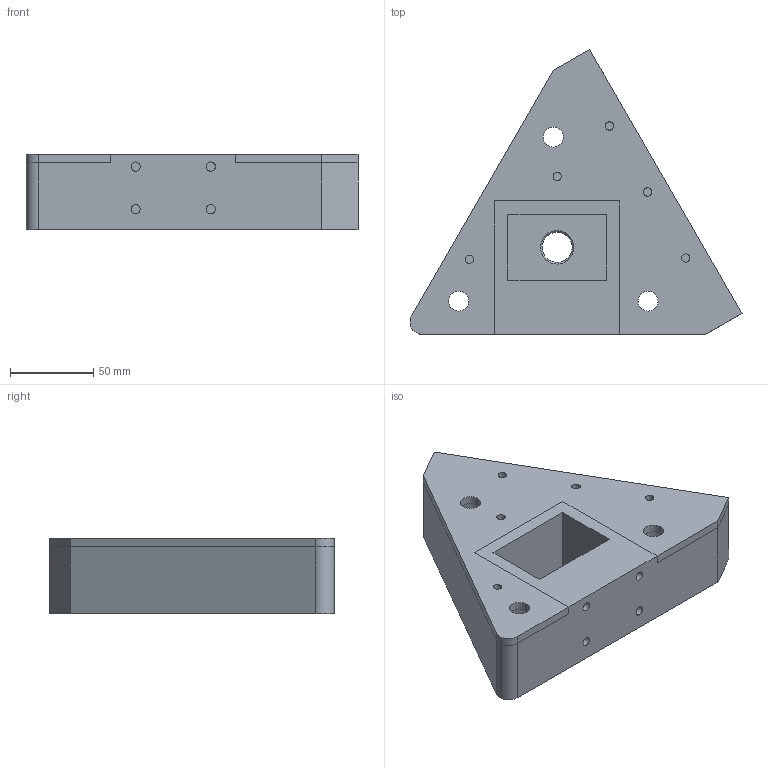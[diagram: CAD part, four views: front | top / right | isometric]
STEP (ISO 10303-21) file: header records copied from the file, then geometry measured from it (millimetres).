
FILE_DESCRIPTION(/* description */ (''),/* implementation_level */ '2;1');
FILE_NAME(/* name */ 'ZAxisLinearTranslator.step',/* time_stamp */ '2021-11-02T20:40:50-04:00',/* author */ (''),/* organization */ (''),/* preprocessor_version */ 'ST-DEVELOPER v18.1',/* originating_system */ 'Autodesk Translation Framework v10.10.0.1391',/* authorisation */ '');
FILE_SCHEMA (('AUTOMOTIVE_DESIGN { 1 0 10303 214 3 1 1 }'));
Length unit declared in the file: millimetre
Products named in the file (2): Translator; Translator Cover
Assembly tree (1 placements, depth 2):
  Translator
    Translator Cover
Bounding box: 198.87 x 170.73 x 45 mm (x, y, z)
Volume: 722253.8 mm3; surface area: 111167.5 mm2
Topology: 2 solids, 2 shells, 154 faces, 370 edges, 246 vertices
Faces by surface type: plane 120, cylinder 32, cone 2
Full cylindrical faces by diameter (mm): 4 x6, 5 x10, 5.5 x4, 12 x6, 18 x1, 18.75 x3
Entity records: 4569 total; most frequent: CARTESIAN_POINT 773, DIRECTION 750, ORIENTED_EDGE 740, EDGE_CURVE 370, LINE 304, VECTOR 304, VERTEX_POINT 246, AXIS2_PLACEMENT_3D 223
